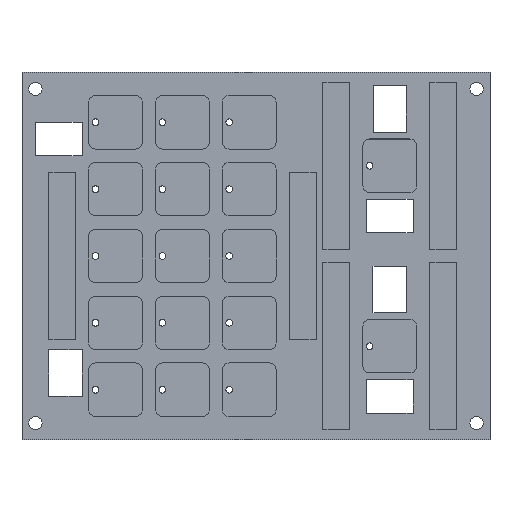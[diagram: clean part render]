
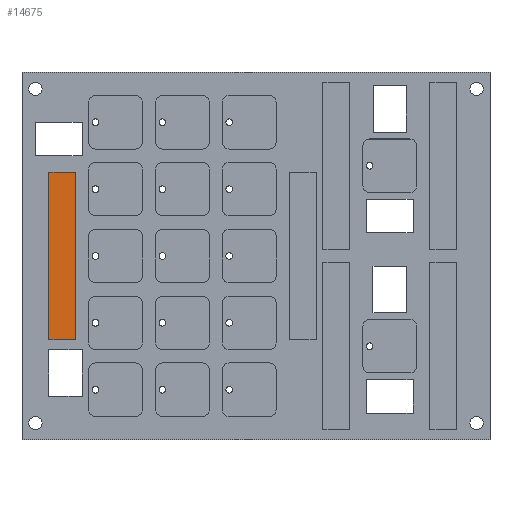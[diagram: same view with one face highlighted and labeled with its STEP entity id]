
A CAD part, top view. The second image highlights one B-rep face of the part: STEP entity #14675.
In plain terms, the highlighted planar face has unit normal (0, 0, 1).
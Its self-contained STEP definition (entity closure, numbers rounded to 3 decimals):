
#10154 = VERTEX_POINT('',#10155);
#10155 = CARTESIAN_POINT('',(-30.98,12.5,0.5));
#10161 = EDGE_CURVE('',#10154,#10162,#10164,.T.);
#10162 = VERTEX_POINT('',#10163);
#10163 = CARTESIAN_POINT('',(-30.98,-12.5,0.5));
#10164 = LINE('',#10165,#10166);
#10165 = CARTESIAN_POINT('',(-30.98,12.5,0.5));
#10166 = VECTOR('',#10167,1.);
#10167 = DIRECTION('',(0.,-1.,0.));
#10185 = VERTEX_POINT('',#10186);
#10186 = CARTESIAN_POINT('',(-26.98,12.5,0.5));
#10192 = EDGE_CURVE('',#10185,#10154,#10193,.T.);
#10193 = LINE('',#10194,#10195);
#10194 = CARTESIAN_POINT('',(-26.98,12.5,0.5));
#10195 = VECTOR('',#10196,1.);
#10196 = DIRECTION('',(-1.,0.,0.));
#10209 = EDGE_CURVE('',#10162,#10210,#10212,.T.);
#10210 = VERTEX_POINT('',#10211);
#10211 = CARTESIAN_POINT('',(-26.98,-12.5,0.5));
#10212 = LINE('',#10213,#10214);
#10213 = CARTESIAN_POINT('',(-30.98,-12.5,0.5));
#10214 = VECTOR('',#10215,1.);
#10215 = DIRECTION('',(1.,0.,0.));
#10233 = EDGE_CURVE('',#10210,#10185,#10234,.T.);
#10234 = LINE('',#10235,#10236);
#10235 = CARTESIAN_POINT('',(-26.98,-12.5,0.5));
#10236 = VECTOR('',#10237,1.);
#10237 = DIRECTION('',(0.,1.,0.));
#14675 = ADVANCED_FACE('',(#14676),#14682,.T.);
#14676 = FACE_BOUND('',#14677,.T.);
#14677 = EDGE_LOOP('',(#14678,#14679,#14680,#14681));
#14678 = ORIENTED_EDGE('',*,*,#10161,.T.);
#14679 = ORIENTED_EDGE('',*,*,#10209,.T.);
#14680 = ORIENTED_EDGE('',*,*,#10233,.T.);
#14681 = ORIENTED_EDGE('',*,*,#10192,.T.);
#14682 = PLANE('',#14683);
#14683 = AXIS2_PLACEMENT_3D('',#14684,#14685,#14686);
#14684 = CARTESIAN_POINT('',(9.67,0.,0.5));
#14685 = DIRECTION('',(0.,0.,1.));
#14686 = DIRECTION('',(1.,0.,0.));
